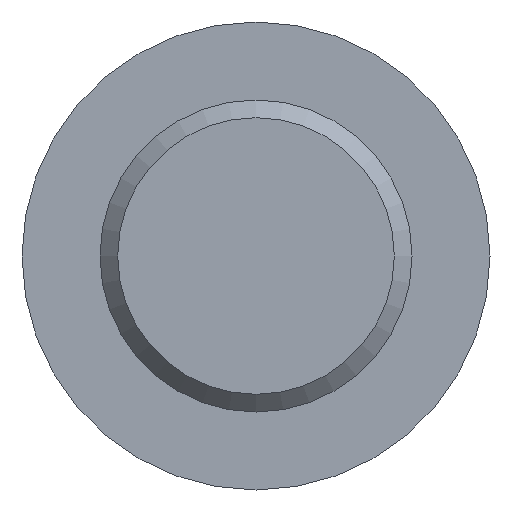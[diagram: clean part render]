
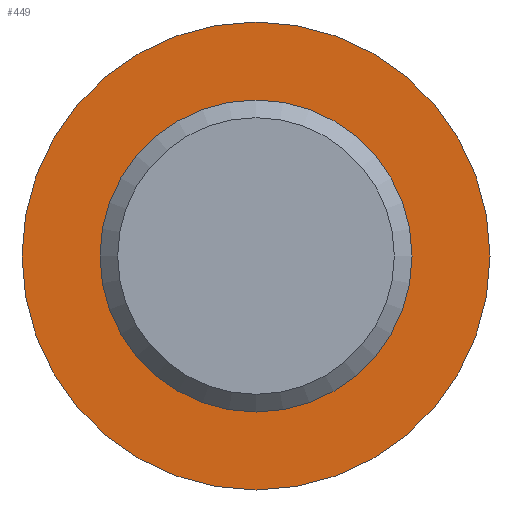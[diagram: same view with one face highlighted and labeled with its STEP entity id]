
A CAD part, front view. The second image highlights one B-rep face of the part: STEP entity #449.
In plain terms, the highlighted planar face has unit normal (0, -1, 0).
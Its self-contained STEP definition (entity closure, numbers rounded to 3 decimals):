
#43 = FACE_BOUND ( 'NONE', #266, .T. ) ;
#47 = FACE_OUTER_BOUND ( 'NONE', #400, .T. ) ;
#51 = ORIENTED_EDGE ( 'NONE', *, *, #543, .F. ) ;
#54 = CIRCLE ( 'NONE', #187, 11. ) ;
#76 = DIRECTION ( 'NONE',  ( 0., 0., -1. ) ) ;
#104 = CARTESIAN_POINT ( 'NONE',  ( 0., 100., 0. ) ) ;
#118 = DIRECTION ( 'NONE',  ( 0., 0., -1. ) ) ;
#142 = EDGE_CURVE ( 'NONE', #299, #299, #301, .T. ) ;
#166 = DIRECTION ( 'NONE',  ( 0., -1., 0. ) ) ;
#187 = AXIS2_PLACEMENT_3D ( 'NONE', #509, #166, #118 ) ;
#206 = CARTESIAN_POINT ( 'NONE',  ( -11., 100., 0. ) ) ;
#212 = PLANE ( 'NONE',  #551 ) ;
#266 = EDGE_LOOP ( 'NONE', ( #51 ) ) ;
#299 = VERTEX_POINT ( 'NONE', #472 ) ;
#301 = CIRCLE ( 'NONE', #311, 16.5 ) ;
#308 = DIRECTION ( 'NONE',  ( 0., 1., 0. ) ) ;
#311 = AXIS2_PLACEMENT_3D ( 'NONE', #104, #458, #76 ) ;
#373 = VERTEX_POINT ( 'NONE', #463 ) ;
#393 = DIRECTION ( 'NONE',  ( 0., 0., 1. ) ) ;
#400 = EDGE_LOOP ( 'NONE', ( #448 ) ) ;
#448 = ORIENTED_EDGE ( 'NONE', *, *, #142, .T. ) ;
#449 = ADVANCED_FACE ( 'NONE', ( #43, #47 ), #212, .F. ) ;
#458 = DIRECTION ( 'NONE',  ( 0., -1., 0. ) ) ;
#463 = CARTESIAN_POINT ( 'NONE',  ( 0., 100., -11. ) ) ;
#472 = CARTESIAN_POINT ( 'NONE',  ( 0., 100., -16.5 ) ) ;
#509 = CARTESIAN_POINT ( 'NONE',  ( 0., 100., 0. ) ) ;
#543 = EDGE_CURVE ( 'NONE', #373, #373, #54, .T. ) ;
#551 = AXIS2_PLACEMENT_3D ( 'NONE', #206, #308, #393 ) ;
